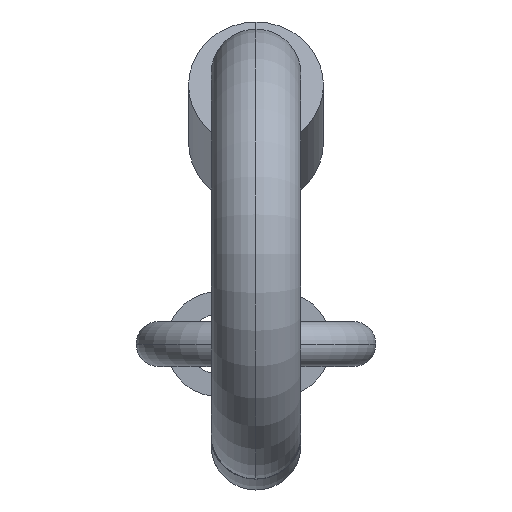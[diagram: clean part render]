
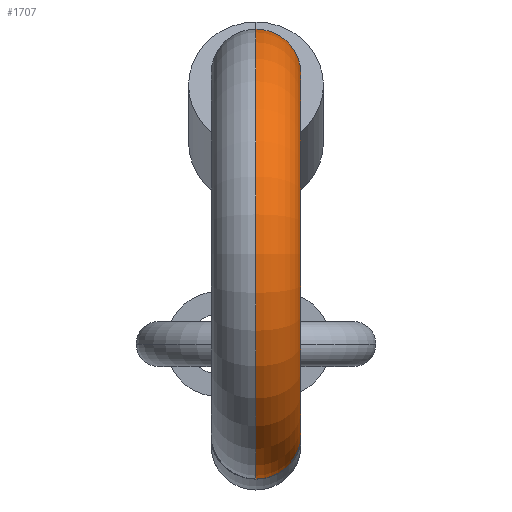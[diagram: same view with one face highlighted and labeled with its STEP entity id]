
A CAD part, left-side view. The second image highlights one B-rep face of the part: STEP entity #1707.
In plain terms, the highlighted toroidal (fillet/blend) face has major radius 12 mm and minor radius 3 mm.
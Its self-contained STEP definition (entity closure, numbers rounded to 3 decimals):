
#59 = DIRECTION ( 'NONE',  ( 0., 0., -1. ) ) ;
#104 = ORIENTED_EDGE ( 'NONE', *, *, #2367, .F. ) ;
#108 = EDGE_CURVE ( 'NONE', #467, #2302, #2344, .T. ) ;
#115 = AXIS2_PLACEMENT_3D ( 'NONE', #206, #1269, #2557 ) ;
#154 = CIRCLE ( 'NONE', #978, 15. ) ;
#206 = CARTESIAN_POINT ( 'NONE',  ( 33.092, 6., 0. ) ) ;
#226 = CARTESIAN_POINT ( 'NONE',  ( 33.092, 6., 0. ) ) ;
#250 = DIRECTION ( 'NONE',  ( 0., 1., 0. ) ) ;
#295 = AXIS2_PLACEMENT_3D ( 'NONE', #549, #2499, #558 ) ;
#374 = CARTESIAN_POINT ( 'NONE',  ( 27.887, 20.068, 0. ) ) ;
#402 = CARTESIAN_POINT ( 'NONE',  ( 33.092, -9., 0. ) ) ;
#467 = VERTEX_POINT ( 'NONE', #2775 ) ;
#548 = CIRCLE ( 'NONE', #115, 9. ) ;
#549 = CARTESIAN_POINT ( 'NONE',  ( 28.928, 17.254, 0. ) ) ;
#558 = DIRECTION ( 'NONE',  ( 0., 0., -1. ) ) ;
#761 = EDGE_CURVE ( 'NONE', #2302, #2431, #154, .T. ) ;
#833 = VERTEX_POINT ( 'NONE', #1586 ) ;
#881 = AXIS2_PLACEMENT_3D ( 'NONE', #1285, #2158, #2140 ) ;
#883 = ORIENTED_EDGE ( 'NONE', *, *, #1400, .F. ) ;
#920 = CARTESIAN_POINT ( 'NONE',  ( 33.092, 6., 0. ) ) ;
#978 = AXIS2_PLACEMENT_3D ( 'NONE', #226, #1735, #250 ) ;
#1099 = ORIENTED_EDGE ( 'NONE', *, *, #761, .T. ) ;
#1256 = FACE_OUTER_BOUND ( 'NONE', #2402, .T. ) ;
#1269 = DIRECTION ( 'NONE',  ( 0., 0., -1. ) ) ;
#1285 = CARTESIAN_POINT ( 'NONE',  ( 33.092, -6., 0. ) ) ;
#1400 = EDGE_CURVE ( 'NONE', #833, #2431, #1706, .T. ) ;
#1586 = CARTESIAN_POINT ( 'NONE',  ( 33.092, -3., 0. ) ) ;
#1706 = CIRCLE ( 'NONE', #881, 3. ) ;
#1707 = ADVANCED_FACE ( 'NONE', ( #1256 ), #1777, .T. ) ;
#1735 = DIRECTION ( 'NONE',  ( 0., 0., -1. ) ) ;
#1777 = TOROIDAL_SURFACE ( 'NONE', #1827, 12., 3. ) ;
#1827 = AXIS2_PLACEMENT_3D ( 'NONE', #920, #59, #2670 ) ;
#2140 = DIRECTION ( 'NONE',  ( 0., 0., -1. ) ) ;
#2158 = DIRECTION ( 'NONE',  ( -1., 0., 0. ) ) ;
#2302 = VERTEX_POINT ( 'NONE', #374 ) ;
#2344 = CIRCLE ( 'NONE', #295, 3. ) ;
#2367 = EDGE_CURVE ( 'NONE', #467, #833, #548, .T. ) ;
#2402 = EDGE_LOOP ( 'NONE', ( #2747, #1099, #883, #104 ) ) ;
#2431 = VERTEX_POINT ( 'NONE', #402 ) ;
#2499 = DIRECTION ( 'NONE',  ( 0.938, 0.347, 0. ) ) ;
#2557 = DIRECTION ( 'NONE',  ( 0., 1., 0. ) ) ;
#2670 = DIRECTION ( 'NONE',  ( -1., 0., 0. ) ) ;
#2747 = ORIENTED_EDGE ( 'NONE', *, *, #108, .T. ) ;
#2775 = CARTESIAN_POINT ( 'NONE',  ( 29.969, 14.441, 0. ) ) ;
